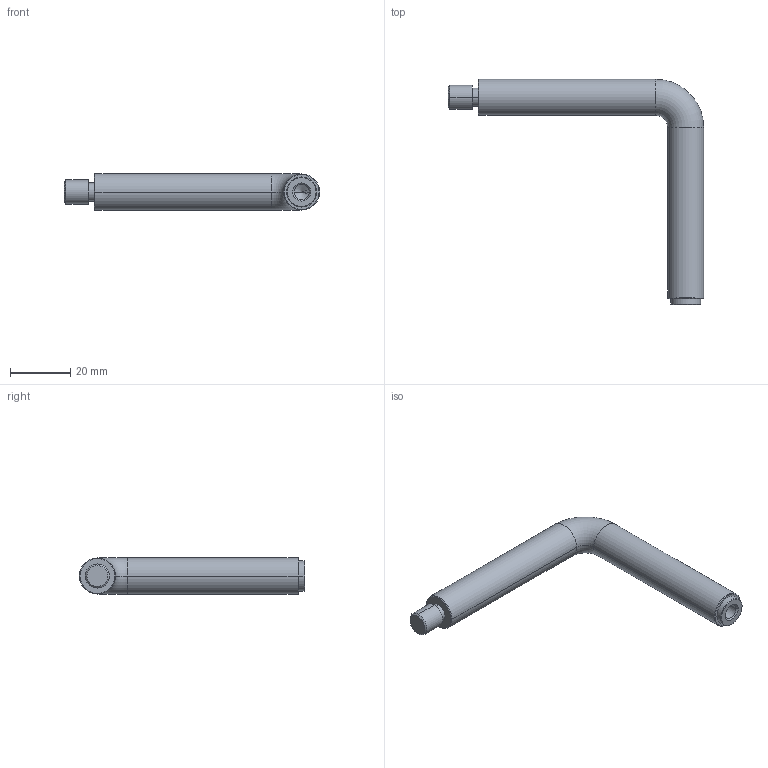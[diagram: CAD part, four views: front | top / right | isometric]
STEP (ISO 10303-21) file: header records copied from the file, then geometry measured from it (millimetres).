
FILE_DESCRIPTION((''),'2;1');
FILE_NAME('2841','2021-12-20T20:39:23',('Gogel'),('Gerresheimer Regensburg GmbH'),'CREO PARAMETRIC BY PTC INC, 2018420','CREO PARAMETRIC BY PTC INC, 2018420','');
FILE_SCHEMA(('AUTOMOTIVE_DESIGN { 1 0 10303 214 1 1 1 1 }'));
Length unit declared in the file: millimetre
Products named in the file (1): 2841
Bounding box: 85 x 75 x 12 mm (x, y, z)
Volume: 15200 mm3; surface area: 5986.1 mm2
Topology: 1 solids, 2 shells, 34 faces, 73 edges, 45 vertices
Faces by surface type: cylinder 14, cone 12, plane 6, torus 2
Entity records: 1446 total; most frequent: DIRECTION 217, CARTESIAN_POINT 171, ORIENTED_EDGE 132, AXIS2_PLACEMENT_3D 91, EDGE_CURVE 68, PROPERTY_DEFINITION 51, REPRESENTATION 49, PROPERTY_DEFINITION_REPRESENTATION 49
